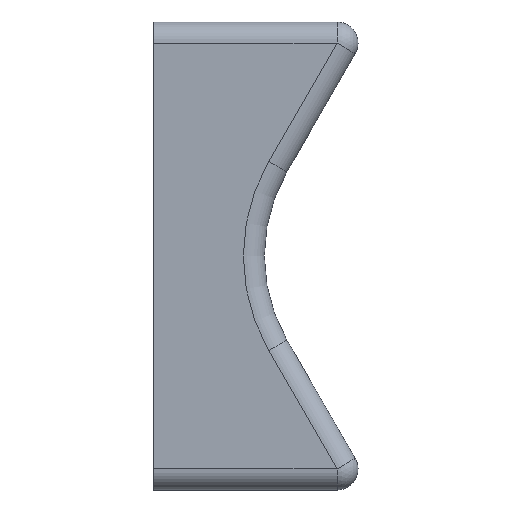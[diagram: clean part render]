
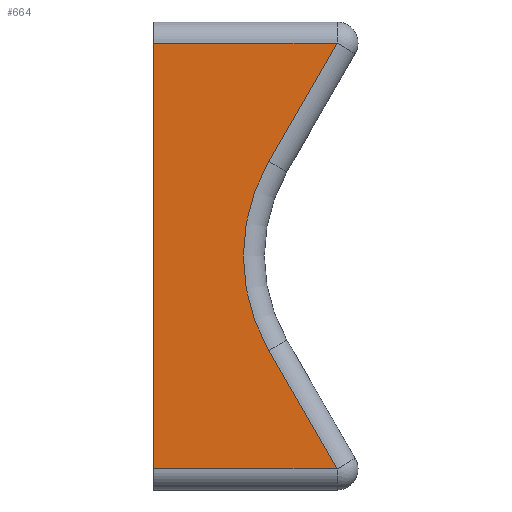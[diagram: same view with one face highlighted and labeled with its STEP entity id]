
A CAD part, left-side view. The second image highlights one B-rep face of the part: STEP entity #664.
In plain terms, the highlighted planar face has unit normal (-1, 0, 0).
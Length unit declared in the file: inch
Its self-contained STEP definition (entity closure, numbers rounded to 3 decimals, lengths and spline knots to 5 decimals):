
#35 = CARTESIAN_POINT ( 'NONE',  ( -0.525, 0.18187, -0.095 ) ) ;
#49 = EDGE_LOOP ( 'NONE', ( #1732, #1229, #862, #820, #1526, #1719 ) ) ;
#121 = CARTESIAN_POINT ( 'NONE',  ( -0.525, 0., -0.5 ) ) ;
#142 = EDGE_CURVE ( 'NONE', #167, #490, #410, .T. ) ;
#154 = DIRECTION ( 'NONE',  ( 0., 0., 1. ) ) ;
#167 = VERTEX_POINT ( 'NONE', #873 ) ;
#169 = CARTESIAN_POINT ( 'NONE',  ( -0.525, 0.01, -0.055 ) ) ;
#178 = DIRECTION ( 'NONE',  ( 0., -1., 0. ) ) ;
#249 = DIRECTION ( 'NONE',  ( 0., 0., 1. ) ) ;
#251 = AXIS2_PLACEMENT_3D ( 'NONE', #121, #1642, #249 ) ;
#266 = CARTESIAN_POINT ( 'NONE',  ( -0.525, 0.18187, -0.905 ) ) ;
#404 = CARTESIAN_POINT ( 'NONE',  ( -0.525, 0.31177, -0.68 ) ) ;
#410 = LINE ( 'NONE', #707, #1317 ) ;
#490 = VERTEX_POINT ( 'NONE', #35 ) ;
#607 = CARTESIAN_POINT ( 'NONE',  ( -0.525, 0.53, -0.905 ) ) ;
#625 = LINE ( 'NONE', #1712, #1656 ) ;
#664 = ADVANCED_FACE ( 'NONE', ( #924 ), #957, .T. ) ;
#707 = CARTESIAN_POINT ( 'NONE',  ( -0.525, 0.12158, 0.00942 ) ) ;
#769 = CARTESIAN_POINT ( 'NONE',  ( -0.525, 0.53, -0.095 ) ) ;
#770 = EDGE_CURVE ( 'NONE', #1568, #1512, #1891, .T. ) ;
#820 = ORIENTED_EDGE ( 'NONE', *, *, #1616, .T. ) ;
#862 = ORIENTED_EDGE ( 'NONE', *, *, #1563, .F. ) ;
#873 = CARTESIAN_POINT ( 'NONE',  ( -0.525, 0.31177, -0.32 ) ) ;
#924 = FACE_OUTER_BOUND ( 'NONE', #49, .T. ) ;
#934 = AXIS2_PLACEMENT_3D ( 'NONE', #169, #1551, #154 ) ;
#957 = PLANE ( 'NONE',  #934 ) ;
#1046 = CARTESIAN_POINT ( 'NONE',  ( -0.525, 0.53, -0.055 ) ) ;
#1055 = LINE ( 'NONE', #1046, #1107 ) ;
#1092 = EDGE_CURVE ( 'NONE', #490, #1599, #1500, .T. ) ;
#1102 = VERTEX_POINT ( 'NONE', #607 ) ;
#1107 = VECTOR ( 'NONE', #1661, 39.37008 ) ;
#1118 = DIRECTION ( 'NONE',  ( 0., 0.5, 0.866 ) ) ;
#1165 = EDGE_CURVE ( 'NONE', #1512, #167, #1421, .T. ) ;
#1192 = VECTOR ( 'NONE', #1118, 39.37008 ) ;
#1229 = ORIENTED_EDGE ( 'NONE', *, *, #1092, .T. ) ;
#1269 = CARTESIAN_POINT ( 'NONE',  ( -0.525, 0.31177, -0.68 ) ) ;
#1317 = VECTOR ( 'NONE', #1657, 39.37008 ) ;
#1346 = DIRECTION ( 'NONE',  ( 0., 1., 0. ) ) ;
#1421 = CIRCLE ( 'NONE', #251, 0.36 ) ;
#1500 = LINE ( 'NONE', #1997, #1801 ) ;
#1512 = VERTEX_POINT ( 'NONE', #404 ) ;
#1526 = ORIENTED_EDGE ( 'NONE', *, *, #770, .T. ) ;
#1551 = DIRECTION ( 'NONE',  ( -1., 0., 0. ) ) ;
#1563 = EDGE_CURVE ( 'NONE', #1102, #1599, #1055, .T. ) ;
#1568 = VERTEX_POINT ( 'NONE', #266 ) ;
#1599 = VERTEX_POINT ( 'NONE', #769 ) ;
#1616 = EDGE_CURVE ( 'NONE', #1102, #1568, #625, .T. ) ;
#1642 = DIRECTION ( 'NONE',  ( 1., 0., 0. ) ) ;
#1656 = VECTOR ( 'NONE', #178, 39.37008 ) ;
#1657 = DIRECTION ( 'NONE',  ( 0., -0.5, 0.866 ) ) ;
#1661 = DIRECTION ( 'NONE',  ( 0., 0., 1. ) ) ;
#1712 = CARTESIAN_POINT ( 'NONE',  ( -0.525, 0.01, -0.905 ) ) ;
#1719 = ORIENTED_EDGE ( 'NONE', *, *, #1165, .T. ) ;
#1732 = ORIENTED_EDGE ( 'NONE', *, *, #142, .T. ) ;
#1801 = VECTOR ( 'NONE', #1346, 39.37008 ) ;
#1891 = LINE ( 'NONE', #1269, #1192 ) ;
#1997 = CARTESIAN_POINT ( 'NONE',  ( -0.525, 0.01, -0.095 ) ) ;
